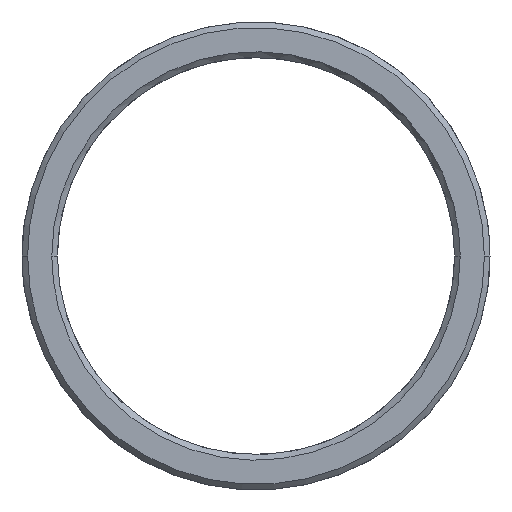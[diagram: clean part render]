
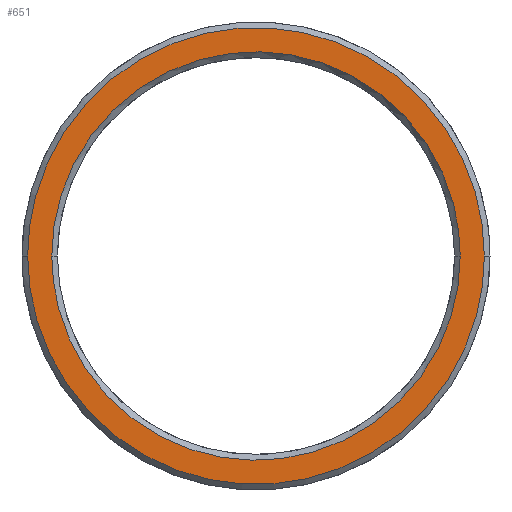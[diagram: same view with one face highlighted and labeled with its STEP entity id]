
A CAD part, front view. The second image highlights one B-rep face of the part: STEP entity #651.
In plain terms, the highlighted free-form (B-spline) face has degree [1, 1] with [2, 2] control points.
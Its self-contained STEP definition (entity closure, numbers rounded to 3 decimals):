
#310 = VERTEX_POINT('',#311);
#311 = CARTESIAN_POINT('',(44.635,-12.267,0.));
#316 = EDGE_CURVE('',#310,#317,#319,.T.);
#317 = VERTEX_POINT('',#318);
#318 = CARTESIAN_POINT('',(-44.635,-12.267,
    0.));
#319 = ( BOUNDED_CURVE() B_SPLINE_CURVE(2,(#320,#321,#322,#323,#324),
.UNSPECIFIED.,.F.,.F.) B_SPLINE_CURVE_WITH_KNOTS((3,2,3),(0.,
1.571,3.142),.PIECEWISE_BEZIER_KNOTS.) CURVE() 
GEOMETRIC_REPRESENTATION_ITEM() RATIONAL_B_SPLINE_CURVE((1.,
0.707,1.,0.707,1.)) REPRESENTATION_ITEM('') );
#320 = CARTESIAN_POINT('',(44.635,-12.267,0.));
#321 = CARTESIAN_POINT('',(44.635,-12.267,
    -44.635));
#322 = CARTESIAN_POINT('',(0.,-12.267,
    -44.635));
#323 = CARTESIAN_POINT('',(-44.635,-12.267,
    -44.635));
#324 = CARTESIAN_POINT('',(-44.635,-12.267,
    0.));
#355 = EDGE_CURVE('',#356,#358,#360,.T.);
#356 = VERTEX_POINT('',#357);
#357 = CARTESIAN_POINT('',(49.905,-12.267,
    0.));
#358 = VERTEX_POINT('',#359);
#359 = CARTESIAN_POINT('',(-49.905,-12.267,0.));
#360 = ( BOUNDED_CURVE() B_SPLINE_CURVE(2,(#361,#362,#363,#364,#365),
.UNSPECIFIED.,.F.,.F.) B_SPLINE_CURVE_WITH_KNOTS((3,2,3),(0.,
1.571,3.142),.PIECEWISE_BEZIER_KNOTS.) CURVE() 
GEOMETRIC_REPRESENTATION_ITEM() RATIONAL_B_SPLINE_CURVE((1.,
0.707,1.,0.707,1.)) REPRESENTATION_ITEM('') );
#361 = CARTESIAN_POINT('',(49.905,-12.267,0.));
#362 = CARTESIAN_POINT('',(49.905,-12.267,
    49.905));
#363 = CARTESIAN_POINT('',(0.,-12.267,
    49.905));
#364 = CARTESIAN_POINT('',(-49.905,-12.267,
    49.905));
#365 = CARTESIAN_POINT('',(-49.905,-12.267,
    0.));
#651 = ADVANCED_FACE('',(#652,#663),#674,.T.);
#652 = FACE_BOUND('',#653,.T.);
#653 = EDGE_LOOP('',(#654,#662));
#654 = ORIENTED_EDGE('',*,*,#655,.T.);
#655 = EDGE_CURVE('',#358,#356,#656,.T.);
#656 = ( BOUNDED_CURVE() B_SPLINE_CURVE(2,(#657,#658,#659,#660,#661),
.UNSPECIFIED.,.F.,.F.) B_SPLINE_CURVE_WITH_KNOTS((3,2,3),(3.142,
4.712,6.283),.PIECEWISE_BEZIER_KNOTS.) CURVE() 
GEOMETRIC_REPRESENTATION_ITEM() RATIONAL_B_SPLINE_CURVE((1.,
0.707,1.,0.707,1.)) REPRESENTATION_ITEM('') );
#657 = CARTESIAN_POINT('',(-49.905,-12.267,
    0.));
#658 = CARTESIAN_POINT('',(-49.905,-12.267,
    -49.905));
#659 = CARTESIAN_POINT('',(0.,-12.267,
    -49.905));
#660 = CARTESIAN_POINT('',(49.905,-12.267,
    -49.905));
#661 = CARTESIAN_POINT('',(49.905,-12.267,
    0.));
#662 = ORIENTED_EDGE('',*,*,#355,.T.);
#663 = FACE_BOUND('',#664,.T.);
#664 = EDGE_LOOP('',(#665,#666));
#665 = ORIENTED_EDGE('',*,*,#316,.T.);
#666 = ORIENTED_EDGE('',*,*,#667,.T.);
#667 = EDGE_CURVE('',#317,#310,#668,.T.);
#668 = ( BOUNDED_CURVE() B_SPLINE_CURVE(2,(#669,#670,#671,#672,#673),
.UNSPECIFIED.,.F.,.F.) B_SPLINE_CURVE_WITH_KNOTS((3,2,3),(3.142,
4.712,6.283),.PIECEWISE_BEZIER_KNOTS.) CURVE() 
GEOMETRIC_REPRESENTATION_ITEM() RATIONAL_B_SPLINE_CURVE((1.,
0.707,1.,0.707,1.)) REPRESENTATION_ITEM('') );
#669 = CARTESIAN_POINT('',(-44.635,-12.267,
    0.));
#670 = CARTESIAN_POINT('',(-44.635,-12.267,
    44.635));
#671 = CARTESIAN_POINT('',(0.,-12.267,
    44.635));
#672 = CARTESIAN_POINT('',(44.635,-12.267,
    44.635));
#673 = CARTESIAN_POINT('',(44.635,-12.267,
    0.));
#674 = B_SPLINE_SURFACE_WITH_KNOTS('',1,1,(
    (#675,#676)
    ,(#677,#678
    )),.UNSPECIFIED.,.F.,.F.,.F.,(2,2),(2,2),(1.2,97.8),(-48.3,48.3),
  .PIECEWISE_BEZIER_KNOTS.);
#675 = CARTESIAN_POINT('',(-49.905,-12.267,
    -49.905));
#676 = CARTESIAN_POINT('',(-49.905,-12.267,
    49.905));
#677 = CARTESIAN_POINT('',(49.905,-12.267,
    -49.905));
#678 = CARTESIAN_POINT('',(49.905,-12.267,
    49.905));
